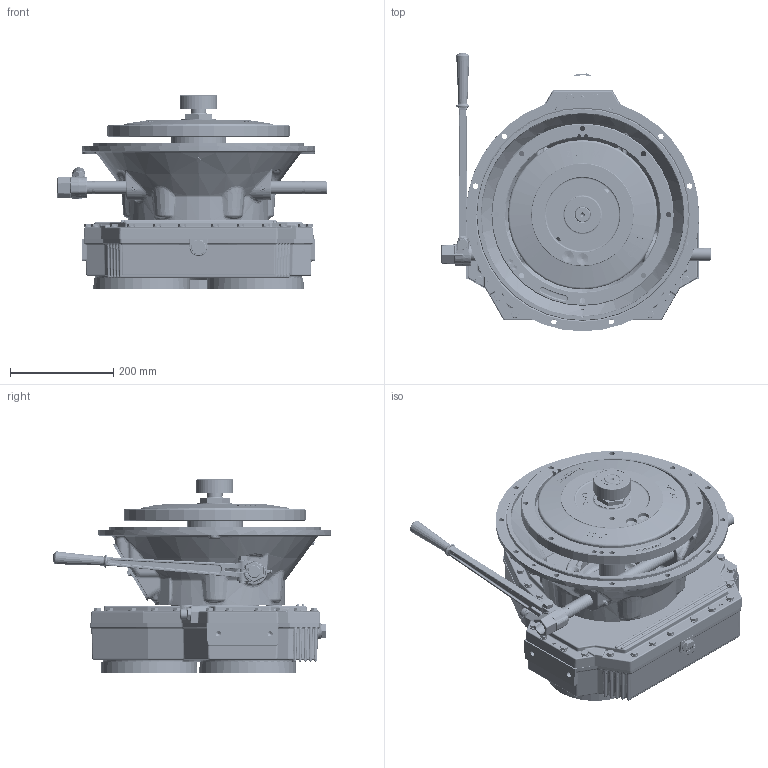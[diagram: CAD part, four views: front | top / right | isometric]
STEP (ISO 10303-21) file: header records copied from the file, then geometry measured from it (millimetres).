
FILE_DESCRIPTION (( 'STEP AP214' ), '1' );
FILE_NAME ('1029021C.STEP', '2017-12-18T13:20:34', ( 'utente' ), ( 'Hewlett-Packard Company' ), 'SwSTEP 2.0', 'SolidWorks 2015', '' );
FILE_SCHEMA (( 'AUTOMOTIVE_DESIGN' ));
Length unit declared in the file: millimetre
Products named in the file (7): 1029021C; ITam320-002_rev00-installation; IT1041103_rev00-installation; IT2021217_rev05-installation; ITam216-013-installation; PX1031739A; ITB00220000-installation
Assembly tree (10 placements, depth 2):
  1029021C
    ITB00220000-installation
    PX1031739A
    ITam216-013-installation
    IT2021217_rev05-installation  x3
    IT1041103_rev00-installation  x3
    ITam320-002_rev00-installation
Bounding box: 520.7 x 538.92 x 373.3 mm (x, y, z)
Volume: 2375298.8 mm3; surface area: 2521730.3 mm2
Topology: 29 solids, 165 shells, 7837 faces, 19425 edges, 12313 vertices
Faces by surface type: plane 3035, bspline 2010, cylinder 1900, cone 421, torus 310, sphere 161
Full cylindrical faces by diameter (mm): 2 x6, 2.5 x2, 4 x2, 5 x1, 6 x5, 6.35 x2, 6.401 x2, 6.502 x1, 6.528 x1, 6.8 x2, 7.95 x2, 8 x61, 8.5 x34, 9 x28, 9.525 x2, 10 x52, 10.2 x8, 10.3 x12, 10.319 x8, 10.716 x2, 11 x28, 12 x20, 12.2 x28, 12.611 x1, 12.7 x4, 13 x1, 13.462 x1, 14 x24, 16 x18, 17 x18
Entity records: 344808 total; most frequent: CARTESIAN_POINT 140667, ORIENTED_EDGE 29234, DIRECTION 23707, EDGE_CURVE 14623, VERTEX_POINT 9595, AXIS2_PLACEMENT_3D 9029, EDGE_LOOP 7628, FACE_OUTER_BOUND 6906
